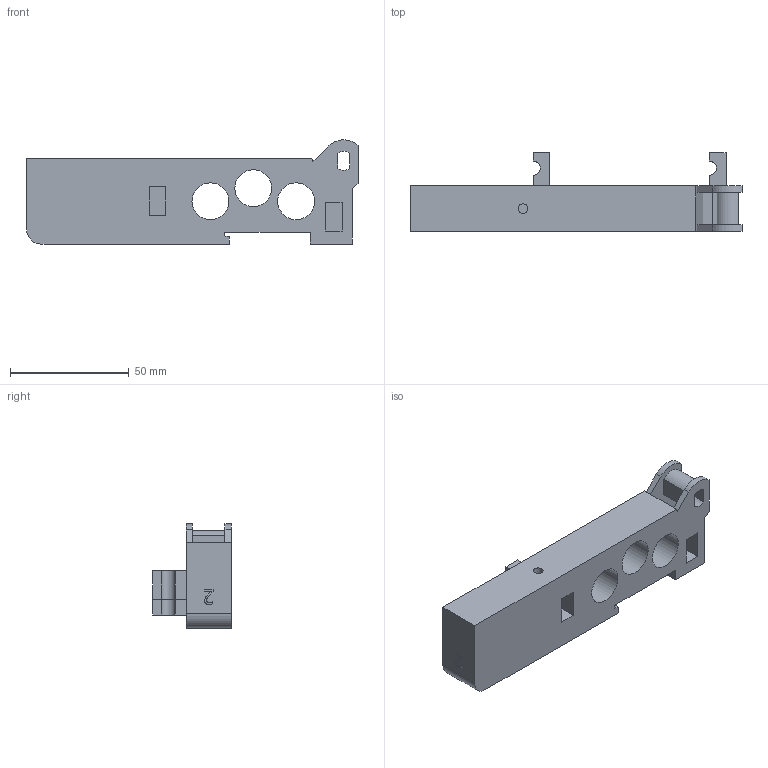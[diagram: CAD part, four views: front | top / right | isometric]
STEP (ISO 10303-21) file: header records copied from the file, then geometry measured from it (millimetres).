
FILE_DESCRIPTION((''),'2;1');
FILE_NAME('2530_01B.stp','2009-04-16T15:43:13',('brembcl1'),(''),'Autodesk Inventor 2009','Autodesk Inventor 2009','');
FILE_SCHEMA(('AUTOMOTIVE_DESIGN { 1 0 10303 214 1 1 1 1 }'));
Length unit declared in the file: millimetre
Products named in the file (1): 2530_01B
Bounding box: 139.5 x 33 x 43.78 mm (x, y, z)
Volume: 76818.4 mm3; surface area: 21857.7 mm2
Topology: 1 solids, 1 shells, 93 faces, 247 edges, 164 vertices
Faces by surface type: plane 67, cylinder 15, bspline 11
Full cylindrical faces by diameter (mm): 4 x1, 7 x2, 15.5 x3
Entity records: 3025 total; most frequent: CARTESIAN_POINT 678, ORIENTED_EDGE 482, DIRECTION 421, EDGE_CURVE 241, VECTOR 183, LINE 183, VERTEX_POINT 164, AXIS2_PLACEMENT_3D 119
